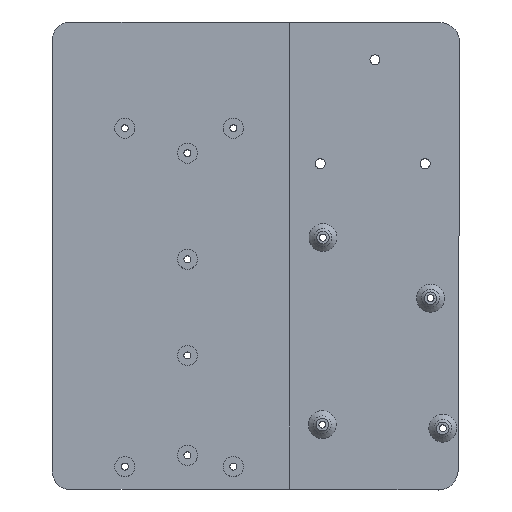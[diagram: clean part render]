
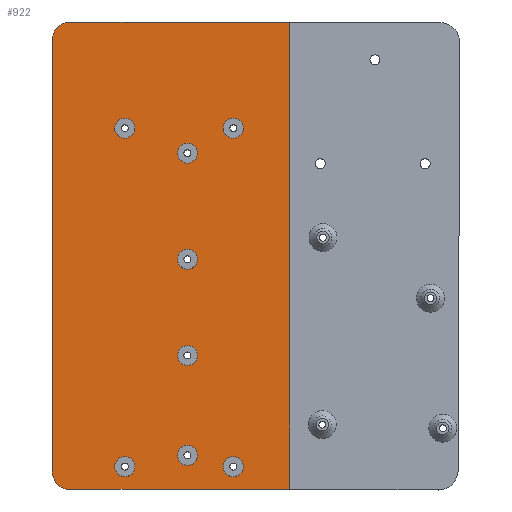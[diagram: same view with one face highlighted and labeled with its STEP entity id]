
A CAD part, top view. The second image highlights one B-rep face of the part: STEP entity #922.
In plain terms, the highlighted planar face has unit normal (0, 0, 1).
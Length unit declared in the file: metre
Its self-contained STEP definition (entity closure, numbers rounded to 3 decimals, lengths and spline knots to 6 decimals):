
#31=B_SPLINE_CURVE_WITH_KNOTS('',3,(#1509,#1510,#1511,#1512),
 .UNSPECIFIED.,.F.,.F.,(4,4),(0.,1.),.UNSPECIFIED.);
#32=LINE('',#1503,#62);
#33=LINE('',#1507,#63);
#34=LINE('',#1514,#64);
#35=LINE('',#1516,#65);
#36=LINE('',#1518,#66);
#62=VECTOR('',#1202,1.);
#63=VECTOR('',#1205,1.);
#64=VECTOR('',#1206,1.);
#65=VECTOR('',#1207,1.);
#66=VECTOR('',#1208,1.);
#92=PLANE('',#1017);
#132=ORIENTED_EDGE('',*,*,#340,.T.);
#133=ORIENTED_EDGE('',*,*,#341,.T.);
#134=ORIENTED_EDGE('',*,*,#342,.T.);
#135=ORIENTED_EDGE('',*,*,#343,.T.);
#136=ORIENTED_EDGE('',*,*,#344,.T.);
#137=ORIENTED_EDGE('',*,*,#345,.T.);
#138=ORIENTED_EDGE('',*,*,#346,.T.);
#139=ORIENTED_EDGE('',*,*,#347,.T.);
#140=ORIENTED_EDGE('',*,*,#348,.F.);
#141=ORIENTED_EDGE('',*,*,#349,.T.);
#142=ORIENTED_EDGE('',*,*,#350,.F.);
#143=ORIENTED_EDGE('',*,*,#351,.F.);
#144=ORIENTED_EDGE('',*,*,#352,.T.);
#145=ORIENTED_EDGE('',*,*,#353,.T.);
#146=ORIENTED_EDGE('',*,*,#354,.T.);
#147=ORIENTED_EDGE('',*,*,#355,.F.);
#340=EDGE_CURVE('',#444,#444,#534,.T.);
#341=EDGE_CURVE('',#445,#445,#535,.T.);
#342=EDGE_CURVE('',#446,#446,#536,.T.);
#343=EDGE_CURVE('',#447,#447,#537,.T.);
#344=EDGE_CURVE('',#448,#448,#538,.T.);
#345=EDGE_CURVE('',#449,#449,#539,.T.);
#346=EDGE_CURVE('',#450,#450,#540,.T.);
#347=EDGE_CURVE('',#451,#451,#541,.T.);
#348=EDGE_CURVE('',#452,#453,#542,.T.);
#349=EDGE_CURVE('',#452,#454,#32,.T.);
#350=EDGE_CURVE('',#455,#454,#543,.T.);
#351=EDGE_CURVE('',#456,#455,#33,.T.);
#352=EDGE_CURVE('',#456,#457,#31,.T.);
#353=EDGE_CURVE('',#457,#458,#34,.T.);
#354=EDGE_CURVE('',#458,#459,#35,.T.);
#355=EDGE_CURVE('',#453,#459,#36,.T.);
#444=VERTEX_POINT('',#1485);
#445=VERTEX_POINT('',#1487);
#446=VERTEX_POINT('',#1489);
#447=VERTEX_POINT('',#1491);
#448=VERTEX_POINT('',#1493);
#449=VERTEX_POINT('',#1495);
#450=VERTEX_POINT('',#1497);
#451=VERTEX_POINT('',#1499);
#452=VERTEX_POINT('',#1501);
#453=VERTEX_POINT('',#1502);
#454=VERTEX_POINT('',#1504);
#455=VERTEX_POINT('',#1506);
#456=VERTEX_POINT('',#1508);
#457=VERTEX_POINT('',#1513);
#458=VERTEX_POINT('',#1515);
#459=VERTEX_POINT('',#1517);
#534=CIRCLE('',#1018,0.004);
#535=CIRCLE('',#1019,0.004);
#536=CIRCLE('',#1020,0.004);
#537=CIRCLE('',#1021,0.004);
#538=CIRCLE('',#1022,0.004);
#539=CIRCLE('',#1023,0.004);
#540=CIRCLE('',#1024,0.004);
#541=CIRCLE('',#1025,0.004);
#542=CIRCLE('',#1026,0.007);
#543=CIRCLE('',#1027,0.007);
#607=EDGE_LOOP('',(#132));
#608=EDGE_LOOP('',(#133));
#609=EDGE_LOOP('',(#134));
#610=EDGE_LOOP('',(#135));
#611=EDGE_LOOP('',(#136));
#612=EDGE_LOOP('',(#137));
#613=EDGE_LOOP('',(#138));
#614=EDGE_LOOP('',(#139));
#615=EDGE_LOOP('',(#140,#141,#142,#143,#144,#145,#146,#147));
#753=FACE_BOUND('',#607,.T.);
#754=FACE_BOUND('',#608,.T.);
#755=FACE_BOUND('',#609,.T.);
#756=FACE_BOUND('',#610,.T.);
#757=FACE_BOUND('',#611,.T.);
#758=FACE_BOUND('',#612,.T.);
#759=FACE_BOUND('',#613,.T.);
#760=FACE_BOUND('',#614,.T.);
#761=FACE_BOUND('',#615,.T.);
#922=ADVANCED_FACE('',(#753,#754,#755,#756,#757,#758,#759,#760,#761),#92,
 .T.);
#1017=AXIS2_PLACEMENT_3D('',#1483,#1182,#1183);
#1018=AXIS2_PLACEMENT_3D('',#1484,#1184,#1185);
#1019=AXIS2_PLACEMENT_3D('',#1486,#1186,#1187);
#1020=AXIS2_PLACEMENT_3D('',#1488,#1188,#1189);
#1021=AXIS2_PLACEMENT_3D('',#1490,#1190,#1191);
#1022=AXIS2_PLACEMENT_3D('',#1492,#1192,#1193);
#1023=AXIS2_PLACEMENT_3D('',#1494,#1194,#1195);
#1024=AXIS2_PLACEMENT_3D('',#1496,#1196,#1197);
#1025=AXIS2_PLACEMENT_3D('',#1498,#1198,#1199);
#1026=AXIS2_PLACEMENT_3D('',#1500,#1200,#1201);
#1027=AXIS2_PLACEMENT_3D('',#1505,#1203,#1204);
#1182=DIRECTION('',(0.,0.,1.));
#1183=DIRECTION('',(0.,1.,0.));
#1184=DIRECTION('',(0.,0.,-1.));
#1185=DIRECTION('',(0.,-1.,0.));
#1186=DIRECTION('',(0.,0.,-1.));
#1187=DIRECTION('',(0.,-1.,0.));
#1188=DIRECTION('',(0.,0.,-1.));
#1189=DIRECTION('',(0.,-1.,0.));
#1190=DIRECTION('',(0.,0.,-1.));
#1191=DIRECTION('',(0.,-1.,0.));
#1192=DIRECTION('',(0.,0.,-1.));
#1193=DIRECTION('',(0.,-1.,0.));
#1194=DIRECTION('',(0.,0.,-1.));
#1195=DIRECTION('',(0.,-1.,0.));
#1196=DIRECTION('',(0.,0.,-1.));
#1197=DIRECTION('',(0.,-1.,0.));
#1198=DIRECTION('',(0.,0.,-1.));
#1199=DIRECTION('',(0.,-1.,0.));
#1200=DIRECTION('',(0.,0.,-1.));
#1201=DIRECTION('',(-0.707,0.707,0.));
#1202=DIRECTION('',(0.,-1.,0.));
#1203=DIRECTION('',(0.,0.,-1.));
#1204=DIRECTION('',(-0.707,-0.707,0.));
#1205=DIRECTION('',(-1.,0.,0.));
#1206=DIRECTION('',(0.,1.,0.));
#1207=DIRECTION('',(0.,1.,0.));
#1208=DIRECTION('',(1.,0.,0.));
#1483=CARTESIAN_POINT('',(0.031708,0.000174,0.234072));
#1484=CARTESIAN_POINT('',(-0.044292,-0.067826,0.234072));
#1485=CARTESIAN_POINT('',(-0.044292,-0.071826,0.234072));
#1486=CARTESIAN_POINT('',(-0.019192,-0.063326,0.234072));
#1487=CARTESIAN_POINT('',(-0.019192,-0.067326,0.234072));
#1488=CARTESIAN_POINT('',(-0.000792,-0.067826,0.234072));
#1489=CARTESIAN_POINT('',(-0.000792,-0.071826,0.234072));
#1490=CARTESIAN_POINT('',(-0.019192,-0.023326,0.234072));
#1491=CARTESIAN_POINT('',(-0.019192,-0.027326,0.234072));
#1492=CARTESIAN_POINT('',(-0.019192,0.015174,0.234072));
#1493=CARTESIAN_POINT('',(-0.019192,0.011174,0.234072));
#1494=CARTESIAN_POINT('',(-0.044292,0.067674,0.234072));
#1495=CARTESIAN_POINT('',(-0.044292,0.063674,0.234072));
#1496=CARTESIAN_POINT('',(-0.019192,0.057674,0.234072));
#1497=CARTESIAN_POINT('',(-0.019192,0.053674,0.234072));
#1498=CARTESIAN_POINT('',(-0.000792,0.067674,0.234072));
#1499=CARTESIAN_POINT('',(-0.000792,0.063674,0.234072));
#1500=CARTESIAN_POINT('',(-0.066292,0.103241,0.234072));
#1501=CARTESIAN_POINT('',(-0.073292,0.103241,0.234072));
#1502=CARTESIAN_POINT('',(-0.066292,0.110241,0.234072));
#1503=CARTESIAN_POINT('',(-0.073292,0.045174,0.234072));
#1504=CARTESIAN_POINT('',(-0.073292,-0.069968,0.234072));
#1505=CARTESIAN_POINT('',(-0.066292,-0.069968,0.234072));
#1506=CARTESIAN_POINT('',(-0.066292,-0.076968,0.234072));
#1507=CARTESIAN_POINT('',(0.011708,-0.076968,0.234072));
#1508=CARTESIAN_POINT('',(0.021708,-0.076968,0.234072));
#1509=CARTESIAN_POINT('',(0.021708,-0.076968,0.234072));
#1510=CARTESIAN_POINT('',(0.021708,-0.076945,0.234072));
#1511=CARTESIAN_POINT('',(0.021708,-0.076923,0.234072));
#1512=CARTESIAN_POINT('',(0.021708,-0.0769,0.234072));
#1513=CARTESIAN_POINT('',(0.021708,-0.0769,0.234072));
#1514=CARTESIAN_POINT('',(0.021708,-0.044826,0.234072));
#1515=CARTESIAN_POINT('',(0.021708,0.110218,0.234072));
#1516=CARTESIAN_POINT('',(0.021708,-0.044826,0.234072));
#1517=CARTESIAN_POINT('',(0.021708,0.110241,0.234072));
#1518=CARTESIAN_POINT('',(0.051708,0.110241,0.234072));
